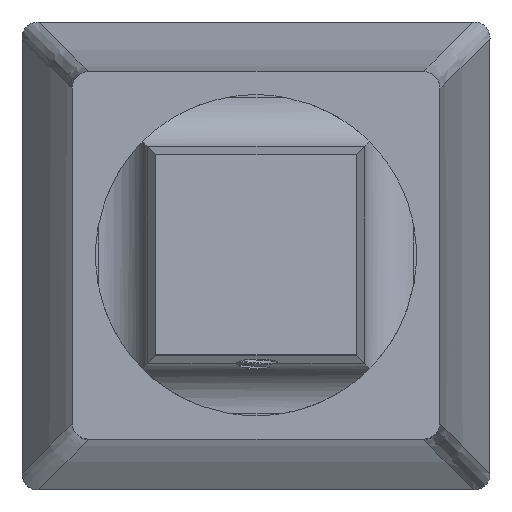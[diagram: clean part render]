
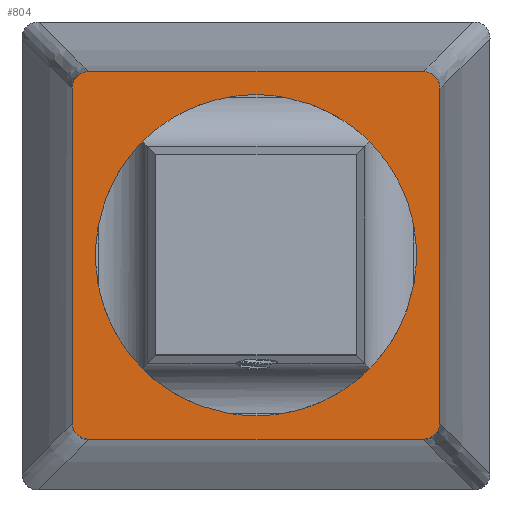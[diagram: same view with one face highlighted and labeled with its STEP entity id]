
A CAD part, top view. The second image highlights one B-rep face of the part: STEP entity #804.
In plain terms, the highlighted planar face has unit normal (0, 0, 1).
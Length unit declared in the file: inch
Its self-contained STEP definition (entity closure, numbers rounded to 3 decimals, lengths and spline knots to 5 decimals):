
#152=CARTESIAN_POINT('',(0.625,0.625,1.57));
#153=DIRECTION('',(0.,0.,1.));
#154=DIRECTION('',(1.,0.,0.));
#155=AXIS2_PLACEMENT_3D('',#152,#153,#154);
#178=CARTESIAN_POINT('',(0.625,-0.6875,1.57));
#179=CARTESIAN_POINT('',(0.63021,-0.6875,1.57));
#180=CARTESIAN_POINT('',(0.63939,-0.68627,1.57));
#181=CARTESIAN_POINT('',(0.65485,-0.68089,1.57));
#182=CARTESIAN_POINT('',(0.67007,-0.67007,1.57));
#183=CARTESIAN_POINT('',(0.68089,-0.65485,1.57));
#184=CARTESIAN_POINT('',(0.68627,-0.63939,1.57));
#185=CARTESIAN_POINT('',(0.6875,-0.63021,1.57));
#186=CARTESIAN_POINT('',(0.6875,-0.625,1.57));
#234=CARTESIAN_POINT('',(-0.6875,-0.625,1.57));
#235=CARTESIAN_POINT('',(-0.6875,-0.63021,1.57));
#236=CARTESIAN_POINT('',(-0.68627,-0.63939,1.57));
#237=CARTESIAN_POINT('',(-0.68089,-0.65485,1.57));
#238=CARTESIAN_POINT('',(-0.67007,-0.67007,1.57));
#239=CARTESIAN_POINT('',(-0.65485,-0.68089,1.57));
#240=CARTESIAN_POINT('',(-0.63939,-0.68627,1.57));
#241=CARTESIAN_POINT('',(-0.63021,-0.6875,1.57));
#242=CARTESIAN_POINT('',(-0.625,-0.6875,1.57));
#261=CARTESIAN_POINT('',(-0.625,0.625,1.57));
#262=DIRECTION('',(0.,0.,1.));
#263=DIRECTION('',(0.,1.,0.));
#264=AXIS2_PLACEMENT_3D('',#261,#262,#263);
#266=DIRECTION('',(0.,-1.,0.));
#267=VECTOR('',#266,1.25);
#268=CARTESIAN_POINT('',(0.6875,0.625,1.57));
#269=LINE('',#268,#267);
#270=DIRECTION('',(1.,0.,0.));
#271=VECTOR('',#270,1.25);
#272=CARTESIAN_POINT('',(-0.625,-0.6875,1.57));
#273=LINE('',#272,#271);
#274=DIRECTION('',(0.,-1.,0.));
#275=VECTOR('',#274,1.25);
#276=CARTESIAN_POINT('',(-0.6875,0.625,1.57));
#277=LINE('',#276,#275);
#278=DIRECTION('',(1.,0.,0.));
#279=VECTOR('',#278,1.25);
#280=CARTESIAN_POINT('',(-0.625,0.6875,1.57));
#281=LINE('',#280,#279);
#286=CARTESIAN_POINT('',(0.6875,0.625,1.57));
#287=VERTEX_POINT('',#286);
#288=CARTESIAN_POINT('',(0.625,0.6875,1.57));
#289=VERTEX_POINT('',#288);
#294=CARTESIAN_POINT('',(0.6875,-0.625,1.57));
#296=VERTEX_POINT('',#294);
#298=CARTESIAN_POINT('',(0.625,-0.6875,1.57));
#300=VERTEX_POINT('',#298);
#302=CARTESIAN_POINT('',(-0.6875,0.625,1.57));
#304=VERTEX_POINT('',#302);
#306=CARTESIAN_POINT('',(-0.625,0.6875,1.57));
#308=VERTEX_POINT('',#306);
#317=CARTESIAN_POINT('',(-0.6875,-0.625,1.57));
#319=VERTEX_POINT('',#317);
#320=VERTEX_POINT('',#242);
#789=CARTESIAN_POINT('',(0.,0.,1.57));
#790=DIRECTION('',(0.,0.,1.));
#791=DIRECTION('',(0.,-1.,0.));
#792=AXIS2_PLACEMENT_3D('',#789,#790,#791);
#793=PLANE('',#792);
#794=ORIENTED_EDGE('',*,*,#629,.F.);
#795=ORIENTED_EDGE('',*,*,#645,.T.);
#796=ORIENTED_EDGE('',*,*,#660,.F.);
#797=ORIENTED_EDGE('',*,*,#710,.F.);
#798=ORIENTED_EDGE('',*,*,#755,.F.);
#799=ORIENTED_EDGE('',*,*,#769,.F.);
#800=ORIENTED_EDGE('',*,*,#784,.F.);
#801=ORIENTED_EDGE('',*,*,#614,.T.);
#802=EDGE_LOOP('',(#794,#795,#796,#797,#798,#799,#800,#801));
#803=FACE_OUTER_BOUND('',#802,.F.);
#804=ADVANCED_FACE('',(#803),#793,.T.);
#156=CIRCLE('',#155,0.0625);
#187=B_SPLINE_CURVE_WITH_KNOTS('',3,(#178,#179,#180,#181,#182,#183,#184,#185,
#186),.UNSPECIFIED.,.F.,.F.,(4,1,1,1,1,1,4),(0.,0.125,0.25,0.5,0.75,
0.875,1.),.UNSPECIFIED.);
#243=B_SPLINE_CURVE_WITH_KNOTS('',3,(#234,#235,#236,#237,#238,#239,#240,#241,
#242),.UNSPECIFIED.,.F.,.F.,(4,1,1,1,1,1,4),(0.,0.125,0.25,0.5,0.75,
0.875,1.),.UNSPECIFIED.);
#265=CIRCLE('',#264,0.0625);
#614=EDGE_CURVE('',#308,#289,#281,.T.);
#629=EDGE_CURVE('',#287,#289,#156,.T.);
#645=EDGE_CURVE('',#287,#296,#269,.T.);
#660=EDGE_CURVE('',#300,#296,#187,.T.);
#710=EDGE_CURVE('',#320,#300,#273,.T.);
#755=EDGE_CURVE('',#319,#320,#243,.T.);
#769=EDGE_CURVE('',#304,#319,#277,.T.);
#784=EDGE_CURVE('',#308,#304,#265,.T.);
